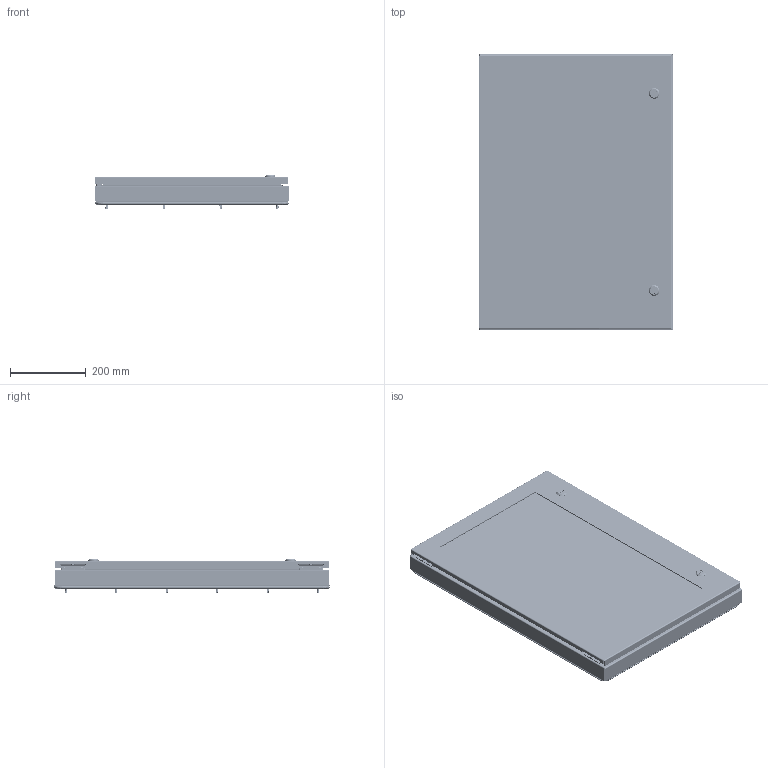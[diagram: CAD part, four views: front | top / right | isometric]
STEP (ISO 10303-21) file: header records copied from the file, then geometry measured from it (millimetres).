
FILE_DESCRIPTION (( 'STEP AP214' ), '1' );
FILE_NAME ('WADW292002.STEP', '2018-05-08T21:26:20', ( '' ), ( '' ), 'SwSTEP 2.0', 'SolidWorks 2017', '' );
FILE_SCHEMA (( 'AUTOMOTIVE_DESIGN' ));
Length unit declared in the file: inch
Products named in the file (1): WADW292002
Bounding box: 514.35 x 730.25 x 88.92 mm (x, y, z)
Volume: 3179190.3 mm3; surface area: 1873833.3 mm2
Topology: 101 solids, 101 shells, 3108 faces, 7314 edges, 4476 vertices
Faces by surface type: plane 1106, cylinder 1072, cone 546, bspline 238, torus 138, sphere 8
Full cylindrical faces by diameter (mm): 2.362 x4, 3.175 x2, 3.317 x68, 3.861 x4, 3.962 x24, 4.166 x68, 4.25 x4, 4.366 x4, 4.572 x4, 4.775 x4, 4.826 x22, 5 x2, 6 x2, 6.325 x16, 6.35 x238, 6.502 x4, 7.137 x22, 7.937 x10, 7.938 x6, 8.118 x16, 8.128 x4, 9.144 x4, 9.9 x2, 10 x4, 10.2 x2, 11.05 x2, 12.8 x2, 13.5 x2, 15.2 x2, 15.8 x2
Entity records: 175164 total; most frequent: CARTESIAN_POINT 78027, DIRECTION 11460, ORIENTED_EDGE 11424, EDGE_CURVE 5712, AXIS2_PLACEMENT_3D 4645, EDGE_LOOP 3924, VERTEX_POINT 3822, FACE_OUTER_BOUND 3346
